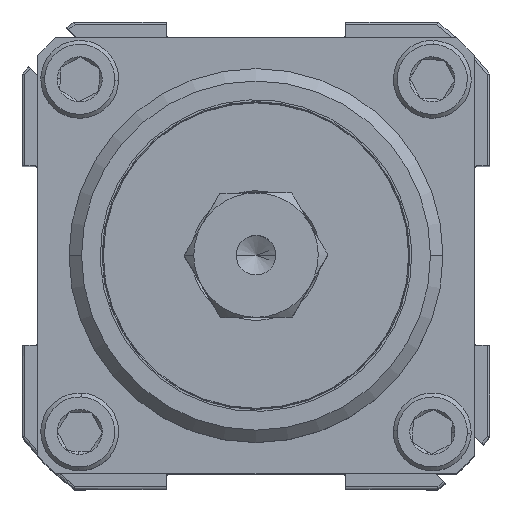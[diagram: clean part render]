
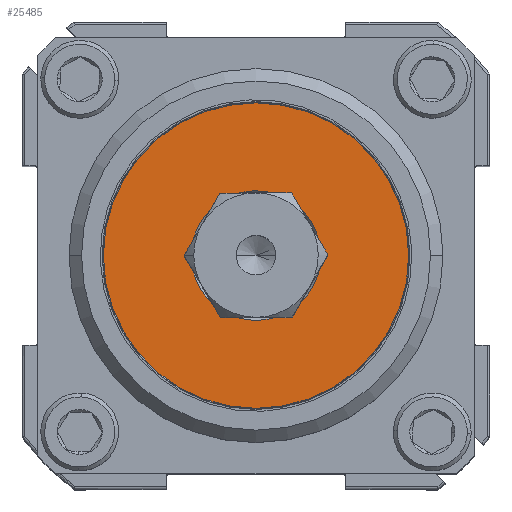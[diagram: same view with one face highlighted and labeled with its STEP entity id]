
A CAD part, top view. The second image highlights one B-rep face of the part: STEP entity #25485.
In plain terms, the highlighted face is planar.
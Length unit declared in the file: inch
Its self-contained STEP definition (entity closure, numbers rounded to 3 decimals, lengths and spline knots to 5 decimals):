
#2857 = CARTESIAN_POINT ( 'NONE',  ( -0.96388, 0.23787, 0. ) ) ;
#3797 = DIRECTION ( 'NONE',  ( 0., 0., 1. ) ) ;
#4295 = ORIENTED_EDGE ( 'NONE', *, *, #17730, .T. ) ;
#4338 = EDGE_CURVE ( 'NONE', #32220, #8828, #5195, .T. ) ;
#5195 = CIRCLE ( 'NONE', #26333, 0.615 ) ;
#5861 = CIRCLE ( 'NONE', #28376, 0.26 ) ;
#5979 = ORIENTED_EDGE ( 'NONE', *, *, #6009, .T. ) ;
#6009 = EDGE_CURVE ( 'NONE', #31614, #23331, #13761, .T. ) ;
#7865 = EDGE_CURVE ( 'NONE', #23331, #31614, #5861, .T. ) ;
#8148 = EDGE_LOOP ( 'NONE', ( #14149, #4295 ) ) ;
#8828 = VERTEX_POINT ( 'NONE', #2857 ) ;
#8834 = CARTESIAN_POINT ( 'NONE',  ( 0.26612, 0.23787, 0. ) ) ;
#9335 = DIRECTION ( 'NONE',  ( 0., 0., -1. ) ) ;
#10053 = CARTESIAN_POINT ( 'NONE',  ( -0.08888, 0.23787, 0. ) ) ;
#10072 = CARTESIAN_POINT ( 'NONE',  ( -0.34888, 0.23787, 0. ) ) ;
#10927 = CARTESIAN_POINT ( 'NONE',  ( -0.34888, 0.23787, 0. ) ) ;
#12594 = DIRECTION ( 'NONE',  ( -1., 0., 0. ) ) ;
#13448 = DIRECTION ( 'NONE',  ( -1., 0., 0. ) ) ;
#13761 = CIRCLE ( 'NONE', #21991, 0.26 ) ;
#14111 = AXIS2_PLACEMENT_3D ( 'NONE', #10072, #27551, #12594 ) ;
#14149 = ORIENTED_EDGE ( 'NONE', *, *, #4338, .T. ) ;
#15397 = DIRECTION ( 'NONE',  ( 0., -1., 0. ) ) ;
#15981 = ORIENTED_EDGE ( 'NONE', *, *, #7865, .T. ) ;
#17499 = EDGE_LOOP ( 'NONE', ( #15981, #5979 ) ) ;
#17730 = EDGE_CURVE ( 'NONE', #8828, #32220, #23180, .T. ) ;
#17752 = FACE_BOUND ( 'NONE', #17499, .T. ) ;
#18818 = CARTESIAN_POINT ( 'NONE',  ( -0.34888, 0.23787, 0. ) ) ;
#21297 = DIRECTION ( 'NONE',  ( -1., 0., 0. ) ) ;
#21991 = AXIS2_PLACEMENT_3D ( 'NONE', #10927, #28428, #13448 ) ;
#22816 = CARTESIAN_POINT ( 'NONE',  ( -0.34888, 0.23787, 0. ) ) ;
#23180 = CIRCLE ( 'NONE', #14111, 0.615 ) ;
#23331 = VERTEX_POINT ( 'NONE', #25033 ) ;
#23593 = FACE_OUTER_BOUND ( 'NONE', #8148, .T. ) ;
#24315 = CARTESIAN_POINT ( 'NONE',  ( -0.34888, 0.23787, 0. ) ) ;
#25033 = CARTESIAN_POINT ( 'NONE',  ( -0.60888, 0.23787, 0. ) ) ;
#25485 = ADVANCED_FACE ( 'NONE', ( #17752, #23593 ), #27726, .T. ) ;
#26333 = AXIS2_PLACEMENT_3D ( 'NONE', #24315, #9335, #26829 ) ;
#26829 = DIRECTION ( 'NONE',  ( -1., 0., 0. ) ) ;
#27551 = DIRECTION ( 'NONE',  ( 0., 0., -1. ) ) ;
#27726 = PLANE ( 'NONE',  #30913 ) ;
#28376 = AXIS2_PLACEMENT_3D ( 'NONE', #18818, #3797, #21297 ) ;
#28428 = DIRECTION ( 'NONE',  ( 0., 0., 1. ) ) ;
#30384 = DIRECTION ( 'NONE',  ( 0., 0., -1. ) ) ;
#30913 = AXIS2_PLACEMENT_3D ( 'NONE', #22816, #30384, #15397 ) ;
#31614 = VERTEX_POINT ( 'NONE', #10053 ) ;
#32220 = VERTEX_POINT ( 'NONE', #8834 ) ;
